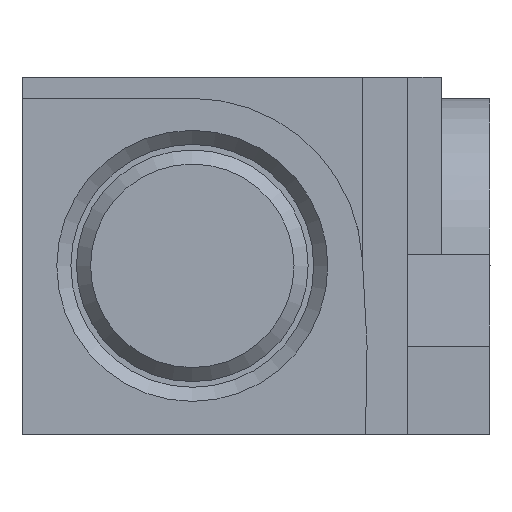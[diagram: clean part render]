
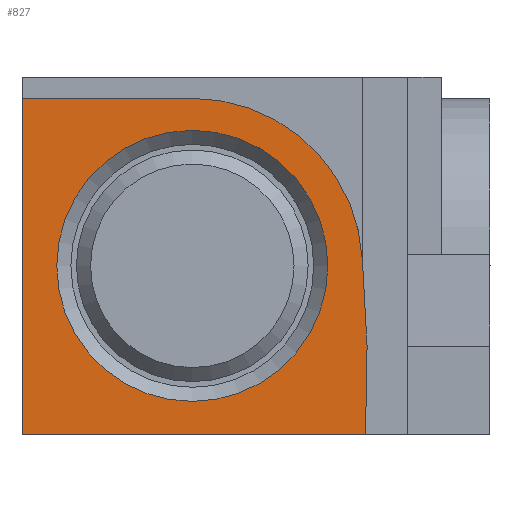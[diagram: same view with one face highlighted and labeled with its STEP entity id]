
A CAD part, left-side view. The second image highlights one B-rep face of the part: STEP entity #827.
In plain terms, the highlighted planar face has unit normal (-1, 0, 0).
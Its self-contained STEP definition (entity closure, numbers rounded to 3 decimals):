
#668=FACE_BOUND('',#1349,.T.);
#669=FACE_BOUND('',#1350,.T.);
#827=ADVANCED_FACE('',(#668,#669),#1024,.T.);
#1024=PLANE('',#4961);
#1349=EDGE_LOOP('',(#1858));
#1350=EDGE_LOOP('',(#1859,#1860,#1861,#1862,#1863,#1864));
#1858=ORIENTED_EDGE('',*,*,#3021,.T.);
#1859=ORIENTED_EDGE('',*,*,#3022,.T.);
#1860=ORIENTED_EDGE('',*,*,#3023,.F.);
#1861=ORIENTED_EDGE('',*,*,#2984,.F.);
#1862=ORIENTED_EDGE('',*,*,#2982,.F.);
#1863=ORIENTED_EDGE('',*,*,#3024,.F.);
#1864=ORIENTED_EDGE('',*,*,#3025,.F.);
#2618=VERTEX_POINT('',#6651);
#2619=VERTEX_POINT('',#6653);
#2620=VERTEX_POINT('',#6657);
#2639=VERTEX_POINT('',#6730);
#2640=VERTEX_POINT('',#6732);
#2641=VERTEX_POINT('',#6733);
#2642=VERTEX_POINT('',#6736);
#2982=EDGE_CURVE('',#2618,#2619,#4164,.T.);
#2984=EDGE_CURVE('',#2619,#2620,#4166,.T.);
#3021=EDGE_CURVE('',#2639,#2639,#3363,.T.);
#3022=EDGE_CURVE('',#2640,#2641,#3364,.T.);
#3023=EDGE_CURVE('',#2620,#2641,#4195,.T.);
#3024=EDGE_CURVE('',#2642,#2618,#4196,.T.);
#3025=EDGE_CURVE('',#2640,#2642,#4197,.T.);
#3363=CIRCLE('',#4959,9.63);
#3364=CIRCLE('',#4960,12.1);
#4164=LINE('',#6652,#4609);
#4166=LINE('',#6656,#4611);
#4195=LINE('',#6734,#4640);
#4196=LINE('',#6735,#4641);
#4197=LINE('',#6737,#4642);
#4609=VECTOR('',#5519,1.);
#4611=VECTOR('',#5523,1.);
#4640=VECTOR('',#5606,1.);
#4641=VECTOR('',#5607,1.);
#4642=VECTOR('',#5608,1.);
#4959=AXIS2_PLACEMENT_3D('',#6729,#5602,#5603);
#4960=AXIS2_PLACEMENT_3D('',#6731,#5604,#5605);
#4961=AXIS2_PLACEMENT_3D('',#6738,#5609,#5610);
#5519=DIRECTION('',(0.,1.,0.));
#5523=DIRECTION('',(0.,0.,1.));
#5602=DIRECTION('',(1.,0.,0.));
#5603=DIRECTION('',(0.,0.,1.));
#5604=DIRECTION('',(-1.,0.,0.));
#5605=DIRECTION('',(0.,-1.,0.));
#5606=DIRECTION('',(0.,-1.,0.));
#5607=DIRECTION('',(0.,0.017,-1.));
#5608=DIRECTION('',(0.,-0.054,-0.999));
#5609=DIRECTION('',(-1.,0.,0.));
#5610=DIRECTION('',(0.,0.,1.));
#6651=CARTESIAN_POINT('',(-44.,5.394,0.));
#6652=CARTESIAN_POINT('',(-44.,5.394,0.));
#6653=CARTESIAN_POINT('',(-44.,29.8,0.));
#6656=CARTESIAN_POINT('',(-44.,29.8,0.));
#6657=CARTESIAN_POINT('',(-44.,29.8,23.9));
#6729=CARTESIAN_POINT('',(-44.,17.7,12.));
#6730=CARTESIAN_POINT('',(-44.,17.7,21.63));
#6731=CARTESIAN_POINT('',(-44.,17.7,11.8));
#6732=CARTESIAN_POINT('',(-44.,5.618,12.454));
#6733=CARTESIAN_POINT('',(-44.,17.7,23.9));
#6734=CARTESIAN_POINT('',(-44.,29.8,23.9));
#6735=CARTESIAN_POINT('',(-44.,5.284,6.3));
#6736=CARTESIAN_POINT('',(-44.,5.284,6.3));
#6737=CARTESIAN_POINT('',(-44.,5.618,12.454));
#6738=CARTESIAN_POINT('',(-44.,17.7,11.8));
